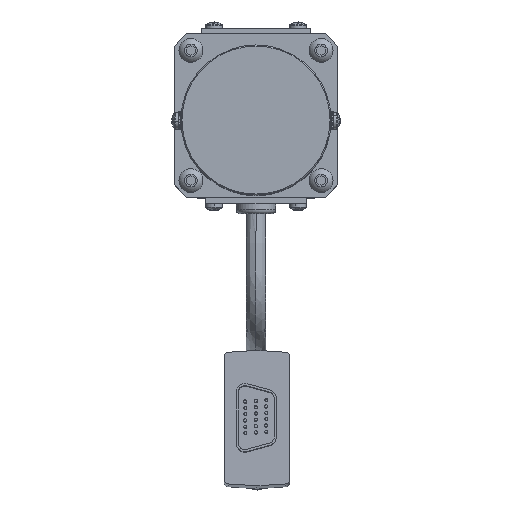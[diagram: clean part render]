
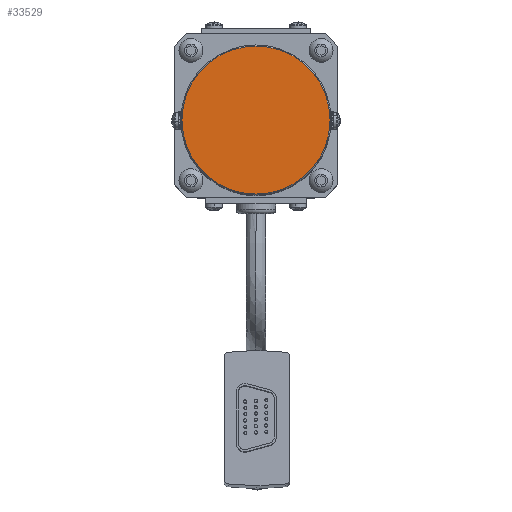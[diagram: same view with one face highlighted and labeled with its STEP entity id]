
A CAD part, top view. The second image highlights one B-rep face of the part: STEP entity #33529.
In plain terms, the highlighted planar face has unit normal (0, 0, 1).
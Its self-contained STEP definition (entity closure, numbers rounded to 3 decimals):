
#15043 = CARTESIAN_POINT ( 'NONE',  ( 0., -1.25, 124.052 ) ) ;
#15134 = DIRECTION ( 'NONE',  ( 1., 0., 0. ) ) ;
#15136 = DIRECTION ( 'NONE',  ( 0., 0., 1. ) ) ;
#15137 = AXIS2_PLACEMENT_3D ( 'NONE', #15043, #15136, #15134 ) ;
#15138 = CIRCLE ( 'NONE', #15137, 17.625 ) ;
#15336 = DIRECTION ( 'NONE',  ( 1., 0., 0. ) ) ;
#15338 = DIRECTION ( 'NONE',  ( 0., 0., 1. ) ) ;
#15340 = CARTESIAN_POINT ( 'NONE',  ( 0., -1.25, 124.052 ) ) ;
#15342 = AXIS2_PLACEMENT_3D ( 'NONE', #15340, #15338, #15336 ) ;
#15343 = CIRCLE ( 'NONE', #15342, 17.625 ) ;
#15545 = CARTESIAN_POINT ( 'NONE',  ( -17.625, -1.25, 124.052 ) ) ;
#15547 = CARTESIAN_POINT ( 'NONE',  ( 17.625, -1.25, 124.052 ) ) ;
#15611 = DIRECTION ( 'NONE',  ( 1., 0., 0. ) ) ;
#15613 = DIRECTION ( 'NONE',  ( 0., 0., 1. ) ) ;
#15615 = CARTESIAN_POINT ( 'NONE',  ( 0., -1.25, 124.052 ) ) ;
#15617 = AXIS2_PLACEMENT_3D ( 'NONE', #15615, #15613, #15611 ) ;
#15620 = PLANE ( 'NONE',  #15617 ) ;
#15666 = FACE_OUTER_BOUND ( 'NONE', #33530, .T. ) ;
#33456 = ORIENTED_EDGE ( 'NONE', *, *, #33457, .T. ) ;
#33457 = EDGE_CURVE ( 'NONE', #33523, #33522, #15138, .T. ) ;
#33458 = ORIENTED_EDGE ( 'NONE', *, *, #33475, .T. ) ;
#33475 = EDGE_CURVE ( 'NONE', #33522, #33523, #15343, .T. ) ;
#33522 = VERTEX_POINT ( 'NONE', #15547 ) ;
#33523 = VERTEX_POINT ( 'NONE', #15545 ) ;
#33529 = ADVANCED_FACE ( 'NONE', ( #15666 ), #15620, .T. ) ;
#33530 = EDGE_LOOP ( 'NONE', ( #33456, #33458 ) ) ;
